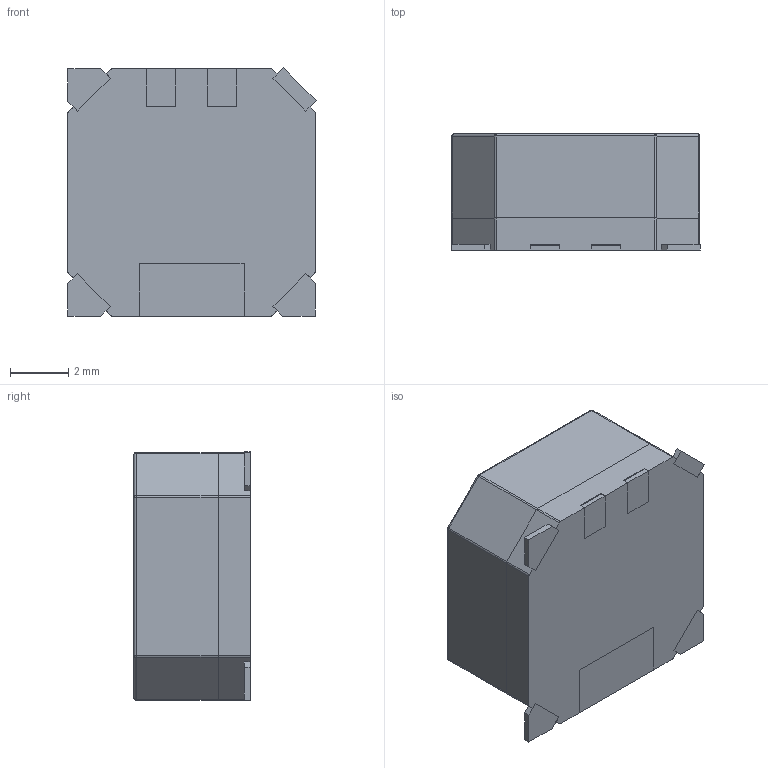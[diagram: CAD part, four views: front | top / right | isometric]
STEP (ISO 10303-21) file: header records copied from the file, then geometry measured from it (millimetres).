
FILE_DESCRIPTION (( 'STEP AP214' ), '1' );
FILE_NAME ('CUI_DEVICES_CMT-8504-100-SMT-TR.step', '2019-10-20T21:42:00', ( '' ), ( '' ), 'SwSTEP 2.0', 'SolidWorks 2019', '' );
FILE_SCHEMA (( 'AUTOMOTIVE_DESIGN' ));
Length unit declared in the file: inch
Products named in the file (1): CUI_DEVICES_CMT-8504-100-SMT-TR
Bounding box: 8.53 x 4 x 8.53 mm (x, y, z)
Volume: 122.9 mm3; surface area: 524.3 mm2
Topology: 9 solids, 9 shells, 136 faces, 325 edges, 206 vertices
Faces by surface type: plane 96, cylinder 32, sphere 8
Entity records: 4587 total; most frequent: CARTESIAN_POINT 664, DIRECTION 659, ORIENTED_EDGE 642, EDGE_CURVE 321, LINE 257, VECTOR 257, VERTEX_POINT 206, AXIS2_PLACEMENT_3D 201
